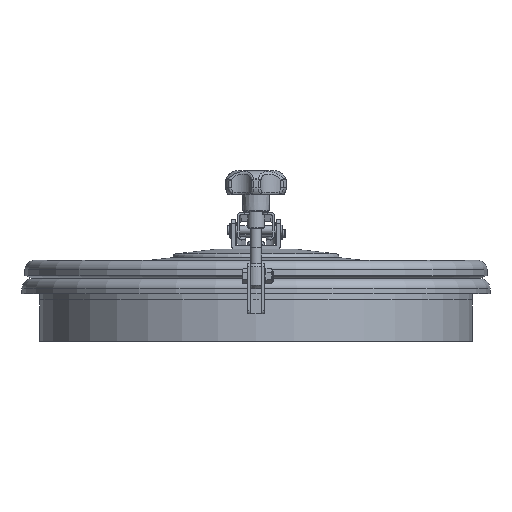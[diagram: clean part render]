
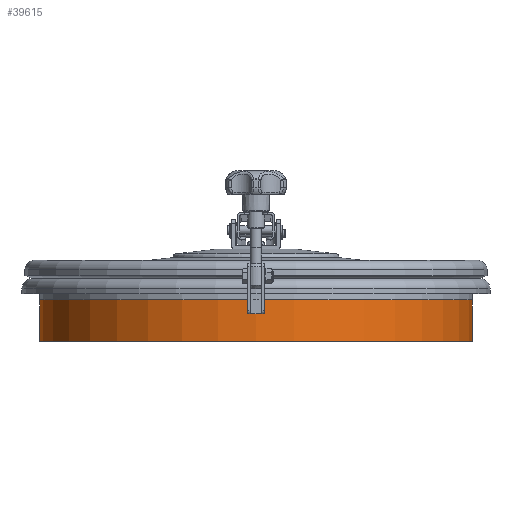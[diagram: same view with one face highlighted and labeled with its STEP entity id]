
A CAD part, left-side view. The second image highlights one B-rep face of the part: STEP entity #39615.
In plain terms, the highlighted cylindrical face has radius 258.502 mm (diameter 517.005 mm), a full revolution.
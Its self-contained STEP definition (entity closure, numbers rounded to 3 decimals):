
#7509=CYLINDRICAL_SURFACE('',#63330,258.502);
#7692=ORIENTED_EDGE('',*,*,#20090,.T.);
#7693=ORIENTED_EDGE('',*,*,#20088,.F.);
#20088=EDGE_CURVE('',#26287,#26287,#29311,.T.);
#20090=EDGE_CURVE('',#26289,#26289,#29313,.T.);
#26287=VERTEX_POINT('',#80417);
#26289=VERTEX_POINT('',#80422);
#29311=CIRCLE('',#63328,258.502);
#29313=CIRCLE('',#63331,258.502);
#31308=EDGE_LOOP('',(#7692));
#31309=EDGE_LOOP('',(#7693));
#34792=FACE_BOUND('',#31308,.T.);
#34793=FACE_BOUND('',#31309,.T.);
#39615=ADVANCED_FACE('',(#34792,#34793),#7509,.T.);
#63328=AXIS2_PLACEMENT_3D('',#80416,#68578,#68579);
#63330=AXIS2_PLACEMENT_3D('',#80420,#68582,#68583);
#63331=AXIS2_PLACEMENT_3D('',#80421,#68584,#68585);
#68578=DIRECTION('',(0.,0.,1.));
#68579=DIRECTION('',(1.,0.,0.));
#68582=DIRECTION('',(0.,0.,1.));
#68583=DIRECTION('',(1.,0.,0.));
#68584=DIRECTION('',(0.,0.,1.));
#68585=DIRECTION('',(1.,0.,0.));
#80416=CARTESIAN_POINT('',(0.,0.,30.511));
#80417=CARTESIAN_POINT('',(258.502,0.,30.511));
#80420=CARTESIAN_POINT('',(0.,0.,63.607));
#80421=CARTESIAN_POINT('',(0.,0.,-19.));
#80422=CARTESIAN_POINT('',(258.502,0.,-19.));
